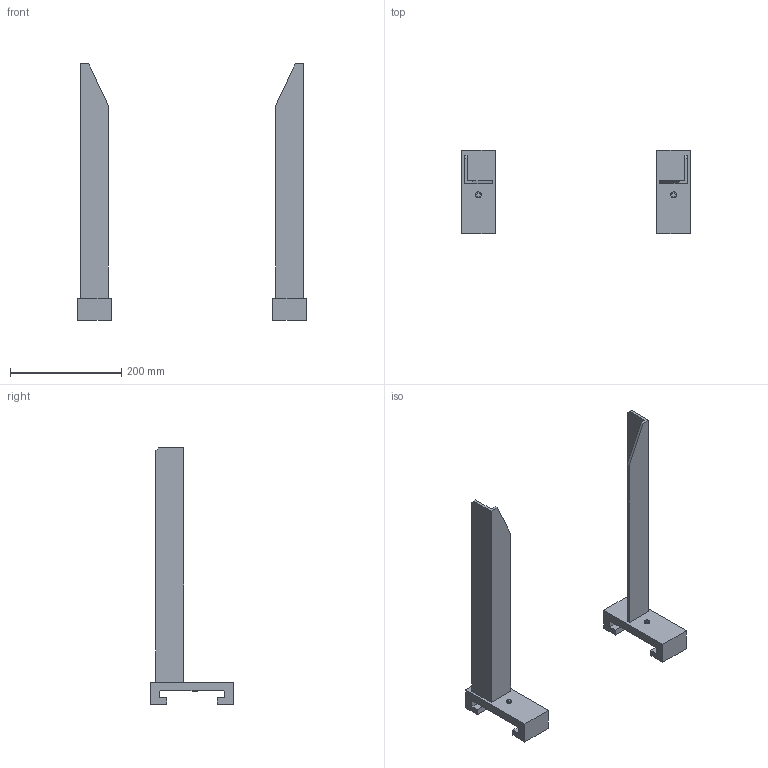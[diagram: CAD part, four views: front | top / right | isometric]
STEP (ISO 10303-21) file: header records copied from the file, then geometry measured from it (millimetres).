
FILE_DESCRIPTION(('STEP AP214'),'1');
FILE_NAME('cctmp_B6F03BC7-D06F-4A59-93A1-1E55B490024E_2023_04_19_16_25_10_0143_16236..stp','2023-04-19T14:25:10',('Bosch Rexroth AG'),('CADClick - www.CADClick.com'),'Spatial InterOp 3D',' ','unknown authorization - (Healing Option Enabled)');
FILE_SCHEMA(('AUTOMOTIVE_DESIGN'));
Length unit declared in the file: millimetre
Products named in the file (2): 1; 2
Bounding box: 410 x 150 x 459.5 mm (x, y, z)
Volume: 801079.8 mm3; surface area: 234115.7 mm2
Topology: 2 solids, 2 shells, 80 faces, 206 edges, 138 vertices
Faces by surface type: plane 68, cylinder 8, cone 4
Entity records: 3099 total; most frequent: CARTESIAN_POINT 426, ORIENTED_EDGE 412, DIRECTION 396, EDGE_CURVE 206, LINE 180, VECTOR 180, VERTEX_POINT 138, AXIS2_PLACEMENT_3D 108
